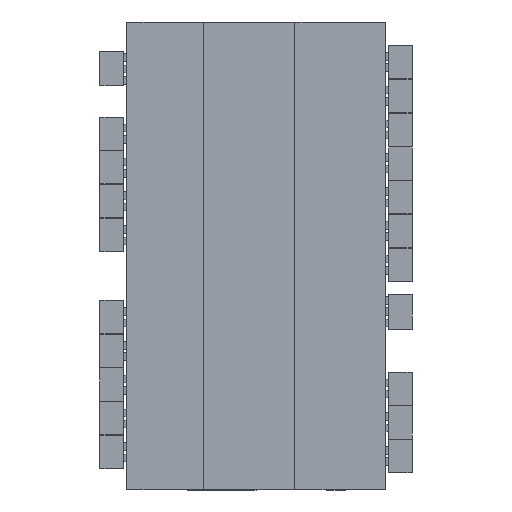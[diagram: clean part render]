
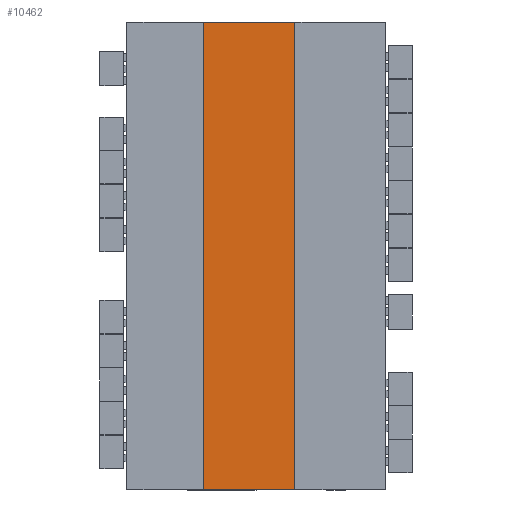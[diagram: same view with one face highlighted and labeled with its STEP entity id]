
A CAD part, front view. The second image highlights one B-rep face of the part: STEP entity #10462.
In plain terms, the highlighted planar face has unit normal (0, -1, 0).
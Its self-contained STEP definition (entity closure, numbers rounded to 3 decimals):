
#10462=ADVANCED_FACE('',(#13505),#69826,.T.);
#13505=FACE_OUTER_BOUND('',#17061,.T.);
#17061=EDGE_LOOP('',(#25826,#25827,#25828,#25829));
#25826=ORIENTED_EDGE('',*,*,#43378,.F.);
#25827=ORIENTED_EDGE('',*,*,#43339,.F.);
#25828=ORIENTED_EDGE('',*,*,#43377,.T.);
#25829=ORIENTED_EDGE('',*,*,#43369,.F.);
#43339=EDGE_CURVE('',#65386,#65387,#54904,.T.);
#43369=EDGE_CURVE('',#65400,#65401,#54922,.T.);
#43377=EDGE_CURVE('',#65386,#65401,#54930,.T.);
#43378=EDGE_CURVE('',#65387,#65400,#54931,.T.);
#54904=B_SPLINE_CURVE_WITH_KNOTS('',1,(#109499,#109500),.UNSPECIFIED.,.F.,
 .F.,(2,2),(0.,35.2),.UNSPECIFIED.);
#54922=B_SPLINE_CURVE_WITH_KNOTS('',1,(#109575,#109576),.UNSPECIFIED.,.F.,
 .F.,(2,2),(0.,35.2),.UNSPECIFIED.);
#54930=B_SPLINE_CURVE_WITH_KNOTS('',1,(#109591,#109592),.UNSPECIFIED.,.F.,
 .F.,(2,2),(-158.,0.),.UNSPECIFIED.);
#54931=B_SPLINE_CURVE_WITH_KNOTS('',1,(#109593,#109594),.UNSPECIFIED.,.F.,
 .F.,(2,2),(-158.,0.),.UNSPECIFIED.);
#65386=VERTEX_POINT('',#108629);
#65387=VERTEX_POINT('',#108630);
#65400=VERTEX_POINT('',#108643);
#65401=VERTEX_POINT('',#108644);
#69826=PLANE('',#72373);
#72373=AXIS2_PLACEMENT_3D('',#108398,#75368,$);
#75368=DIRECTION('',(0.,-1.,0.));
#108398=CARTESIAN_POINT('',(-44.491,-68.649,116.581));
#108629=CARTESIAN_POINT('',(-40.971,-68.649,100.78));
#108630=CARTESIAN_POINT('',(-5.771,-68.649,100.78));
#108643=CARTESIAN_POINT('',(-5.771,-68.649,-57.22));
#108644=CARTESIAN_POINT('',(-40.971,-68.649,-57.22));
#109499=CARTESIAN_POINT('',(-40.971,-68.649,100.78));
#109500=CARTESIAN_POINT('',(-5.771,-68.649,100.78));
#109575=CARTESIAN_POINT('',(-5.771,-68.649,-57.22));
#109576=CARTESIAN_POINT('',(-40.971,-68.649,-57.22));
#109591=CARTESIAN_POINT('',(-40.971,-68.649,100.78));
#109592=CARTESIAN_POINT('',(-40.971,-68.649,-57.22));
#109593=CARTESIAN_POINT('',(-5.771,-68.649,100.78));
#109594=CARTESIAN_POINT('',(-5.771,-68.649,-57.22));
